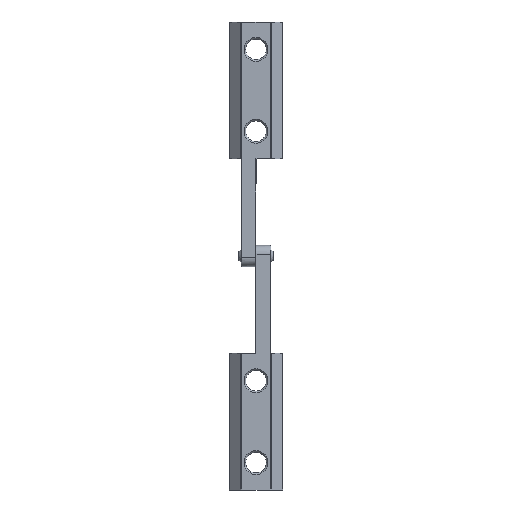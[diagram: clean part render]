
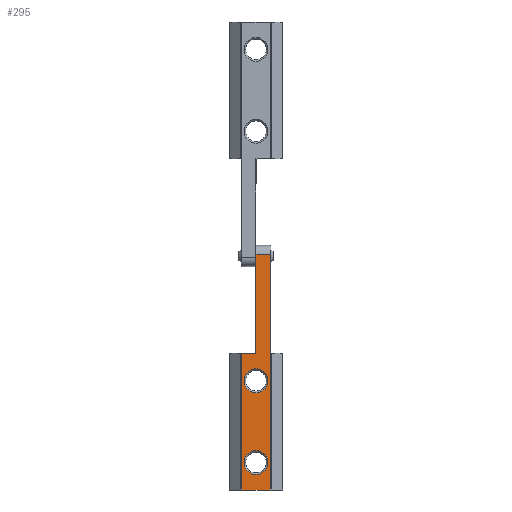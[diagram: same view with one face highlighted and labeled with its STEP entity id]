
A CAD part, front view. The second image highlights one B-rep face of the part: STEP entity #295.
In plain terms, the highlighted planar face has unit normal (0, -1, 0).
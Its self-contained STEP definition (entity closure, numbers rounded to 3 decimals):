
#8 = ORIENTED_EDGE ( 'NONE', *, *, #2531, .T. ) ;
#68 = EDGE_CURVE ( 'NONE', #944, #1578, #1307, .T. ) ;
#71 = EDGE_CURVE ( 'NONE', #735, #1575, #1099, .T. ) ;
#85 = AXIS2_PLACEMENT_3D ( 'NONE', #137, #1949, #1541 ) ;
#130 = ORIENTED_EDGE ( 'NONE', *, *, #68, .T. ) ;
#137 = CARTESIAN_POINT ( 'NONE',  ( 0., -3.1, 9.225 ) ) ;
#170 = PLANE ( 'NONE',  #1535 ) ;
#206 = DIRECTION ( 'NONE',  ( 0., 1., 0. ) ) ;
#219 = DIRECTION ( 'NONE',  ( 1., 0., 0. ) ) ;
#229 = LINE ( 'NONE', #1259, #2481 ) ;
#248 = ORIENTED_EDGE ( 'NONE', *, *, #2349, .T. ) ;
#249 = LINE ( 'NONE', #1877, #1777 ) ;
#258 = VERTEX_POINT ( 'NONE', #1830 ) ;
#295 = ADVANCED_FACE ( 'NONE', ( #2185, #1181, #369 ), #170, .F. ) ;
#299 = ORIENTED_EDGE ( 'NONE', *, *, #766, .T. ) ;
#303 = CIRCLE ( 'NONE', #1824, 4. ) ;
#369 = FACE_OUTER_BOUND ( 'NONE', #1664, .T. ) ;
#428 = VECTOR ( 'NONE', #1580, 1000. ) ;
#477 = AXIS2_PLACEMENT_3D ( 'NONE', #1663, #1423, #1646 ) ;
#549 = EDGE_CURVE ( 'NONE', #1798, #258, #303, .T. ) ;
#577 = DIRECTION ( 'NONE',  ( 0., 0., 1. ) ) ;
#610 = ORIENTED_EDGE ( 'NONE', *, *, #977, .T. ) ;
#678 = CARTESIAN_POINT ( 'NONE',  ( -4., -3.1, 9.225 ) ) ;
#698 = VERTEX_POINT ( 'NONE', #1389 ) ;
#735 = VERTEX_POINT ( 'NONE', #1464 ) ;
#762 = CARTESIAN_POINT ( 'NONE',  ( 0., -3.1, 9.225 ) ) ;
#766 = EDGE_CURVE ( 'NONE', #1575, #2042, #1972, .T. ) ;
#801 = DIRECTION ( 'NONE',  ( 0., 0., 1. ) ) ;
#839 = VECTOR ( 'NONE', #1533, 1000. ) ;
#849 = CIRCLE ( 'NONE', #1451, 4. ) ;
#854 = EDGE_CURVE ( 'NONE', #698, #1007, #849, .T. ) ;
#923 = VECTOR ( 'NONE', #1264, 1000. ) ;
#928 = CARTESIAN_POINT ( 'NONE',  ( 0., -3.1, 36.775 ) ) ;
#944 = VERTEX_POINT ( 'NONE', #1235 ) ;
#977 = EDGE_CURVE ( 'NONE', #258, #1798, #1786, .T. ) ;
#982 = CARTESIAN_POINT ( 'NONE',  ( -5., -3.1, 82.3 ) ) ;
#1007 = VERTEX_POINT ( 'NONE', #678 ) ;
#1051 = DIRECTION ( 'NONE',  ( 0., 0., 1. ) ) ;
#1099 = LINE ( 'NONE', #1915, #2079 ) ;
#1142 = CARTESIAN_POINT ( 'NONE',  ( 0., -3.1, 79.3 ) ) ;
#1181 = FACE_BOUND ( 'NONE', #1667, .T. ) ;
#1182 = CARTESIAN_POINT ( 'NONE',  ( -5., -3.1, 0. ) ) ;
#1232 = ORIENTED_EDGE ( 'NONE', *, *, #1335, .F. ) ;
#1235 = CARTESIAN_POINT ( 'NONE',  ( 4.804, -3.1, 79.3 ) ) ;
#1259 = CARTESIAN_POINT ( 'NONE',  ( 0., -3.1, 46. ) ) ;
#1264 = DIRECTION ( 'NONE',  ( 0., 0., 1. ) ) ;
#1307 = LINE ( 'NONE', #1142, #839 ) ;
#1335 = EDGE_CURVE ( 'NONE', #1650, #1578, #229, .T. ) ;
#1369 = CARTESIAN_POINT ( 'NONE',  ( 0., -3.1, 79.3 ) ) ;
#1386 = ORIENTED_EDGE ( 'NONE', *, *, #549, .T. ) ;
#1389 = CARTESIAN_POINT ( 'NONE',  ( 4., -3.1, 9.225 ) ) ;
#1423 = DIRECTION ( 'NONE',  ( 0., 1., 0. ) ) ;
#1451 = AXIS2_PLACEMENT_3D ( 'NONE', #762, #2383, #577 ) ;
#1464 = CARTESIAN_POINT ( 'NONE',  ( -4.804, -3.1, 46. ) ) ;
#1475 = ORIENTED_EDGE ( 'NONE', *, *, #854, .T. ) ;
#1495 = CARTESIAN_POINT ( 'NONE',  ( 0., -3.1, 46. ) ) ;
#1533 = DIRECTION ( 'NONE',  ( -1., 0., 0. ) ) ;
#1535 = AXIS2_PLACEMENT_3D ( 'NONE', #982, #206, #801 ) ;
#1541 = DIRECTION ( 'NONE',  ( 0., 0., 1. ) ) ;
#1575 = VERTEX_POINT ( 'NONE', #2345 ) ;
#1578 = VERTEX_POINT ( 'NONE', #1369 ) ;
#1580 = DIRECTION ( 'NONE',  ( 1., 0., 0. ) ) ;
#1646 = DIRECTION ( 'NONE',  ( 0., 0., 1. ) ) ;
#1650 = VERTEX_POINT ( 'NONE', #1495 ) ;
#1663 = CARTESIAN_POINT ( 'NONE',  ( 0., -3.1, 36.775 ) ) ;
#1664 = EDGE_LOOP ( 'NONE', ( #2451, #1984, #299, #248, #130, #1232 ) ) ;
#1667 = EDGE_LOOP ( 'NONE', ( #610, #1386 ) ) ;
#1668 = CARTESIAN_POINT ( 'NONE',  ( -4., -3.1, 36.775 ) ) ;
#1777 = VECTOR ( 'NONE', #219, 1000. ) ;
#1786 = CIRCLE ( 'NONE', #477, 4. ) ;
#1798 = VERTEX_POINT ( 'NONE', #1668 ) ;
#1824 = AXIS2_PLACEMENT_3D ( 'NONE', #928, #2552, #2348 ) ;
#1829 = LINE ( 'NONE', #1858, #923 ) ;
#1830 = CARTESIAN_POINT ( 'NONE',  ( 4., -3.1, 36.775 ) ) ;
#1858 = CARTESIAN_POINT ( 'NONE',  ( 4.804, -3.1, 82.3 ) ) ;
#1877 = CARTESIAN_POINT ( 'NONE',  ( -5., -3.1, 46. ) ) ;
#1915 = CARTESIAN_POINT ( 'NONE',  ( -4.804, -3.1, 82.3 ) ) ;
#1949 = DIRECTION ( 'NONE',  ( 0., 1., 0. ) ) ;
#1956 = DIRECTION ( 'NONE',  ( 0., 0., -1. ) ) ;
#1972 = LINE ( 'NONE', #1182, #428 ) ;
#1984 = ORIENTED_EDGE ( 'NONE', *, *, #71, .T. ) ;
#2036 = EDGE_LOOP ( 'NONE', ( #1475, #8 ) ) ;
#2042 = VERTEX_POINT ( 'NONE', #2409 ) ;
#2079 = VECTOR ( 'NONE', #1956, 1000. ) ;
#2185 = FACE_BOUND ( 'NONE', #2036, .T. ) ;
#2345 = CARTESIAN_POINT ( 'NONE',  ( -4.804, -3.1, 0. ) ) ;
#2348 = DIRECTION ( 'NONE',  ( 0., 0., 1. ) ) ;
#2349 = EDGE_CURVE ( 'NONE', #2042, #944, #1829, .T. ) ;
#2383 = DIRECTION ( 'NONE',  ( 0., 1., 0. ) ) ;
#2403 = EDGE_CURVE ( 'NONE', #735, #1650, #249, .T. ) ;
#2409 = CARTESIAN_POINT ( 'NONE',  ( 4.804, -3.1, 0. ) ) ;
#2451 = ORIENTED_EDGE ( 'NONE', *, *, #2403, .F. ) ;
#2481 = VECTOR ( 'NONE', #1051, 1000. ) ;
#2531 = EDGE_CURVE ( 'NONE', #1007, #698, #2620, .T. ) ;
#2552 = DIRECTION ( 'NONE',  ( 0., 1., 0. ) ) ;
#2620 = CIRCLE ( 'NONE', #85, 4. ) ;
